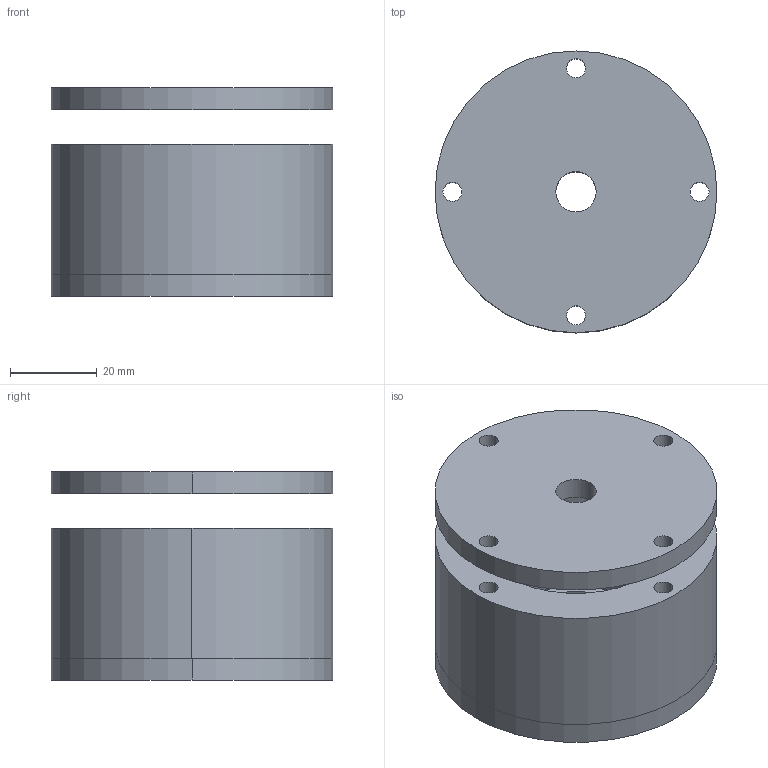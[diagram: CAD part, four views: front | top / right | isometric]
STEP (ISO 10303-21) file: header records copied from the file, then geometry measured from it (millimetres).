
FILE_DESCRIPTION (( 'STEP AP203' ), '1' );
FILE_NAME ('Lemo_1Input_Box.STEP', '2023-11-08T16:23:37', ( '' ), ( '' ), 'SwSTEP 2.0', 'SolidWorks 2020', '' );
FILE_SCHEMA (( 'CONFIG_CONTROL_DESIGN' ));
Length unit declared in the file: millimetre
Products named in the file (1): Lemo_1Input_Box
Bounding box: 65 x 65 x 48 mm (x, y, z)
Volume: 79064.1 mm3; surface area: 32142.7 mm2
Topology: 3 solids, 3 shells, 54 faces, 132 edges, 88 vertices
Faces by surface type: cylinder 44, plane 10
Entity records: 1777 total; most frequent: DIRECTION 330, CARTESIAN_POINT 275, ORIENTED_EDGE 264, AXIS2_PLACEMENT_3D 143, EDGE_CURVE 132, CIRCLE 88, EDGE_LOOP 88, VERTEX_POINT 88
